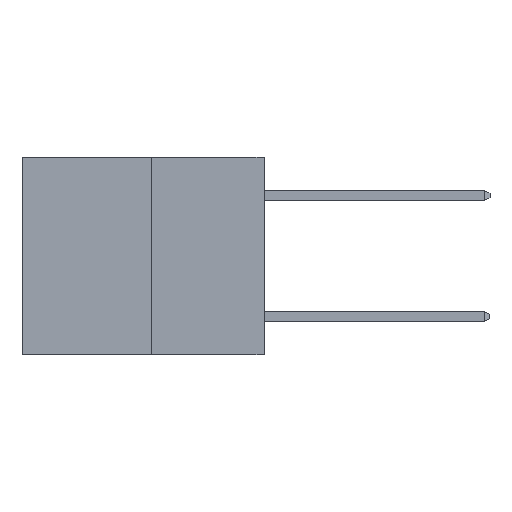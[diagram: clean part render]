
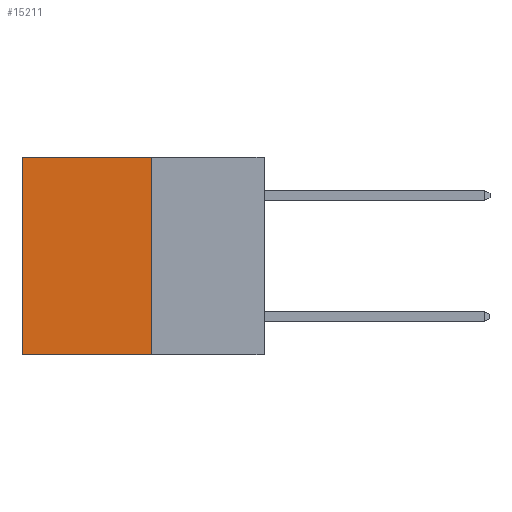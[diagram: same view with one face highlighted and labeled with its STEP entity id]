
A CAD part, left-side view. The second image highlights one B-rep face of the part: STEP entity #15211.
In plain terms, the highlighted planar face has unit normal (-1, 0, 0).
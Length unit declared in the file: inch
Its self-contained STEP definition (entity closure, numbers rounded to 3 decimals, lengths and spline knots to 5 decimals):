
#97 = CARTESIAN_POINT ( 'NONE',  ( 0.3165, 0.6, -0.49 ) ) ;
#966 = CARTESIAN_POINT ( 'NONE',  ( 0.3165, 0.28, -0.49 ) ) ;
#1072 = VECTOR ( 'NONE', #1254, 39.37008 ) ;
#1254 = DIRECTION ( 'NONE',  ( 0., 1., 0. ) ) ;
#1353 = CARTESIAN_POINT ( 'NONE',  ( 0.3165, 0.28, 0. ) ) ;
#1876 = CARTESIAN_POINT ( 'NONE',  ( 0.3165, 0.28, -0.49 ) ) ;
#1980 = FACE_OUTER_BOUND ( 'NONE', #14295, .T. ) ;
#2314 = VERTEX_POINT ( 'NONE', #97 ) ;
#2391 = LINE ( 'NONE', #10379, #8003 ) ;
#3270 = DIRECTION ( 'NONE',  ( 0., 0., -1. ) ) ;
#3399 = VECTOR ( 'NONE', #5985, 39.37008 ) ;
#3612 = LINE ( 'NONE', #1353, #3399 ) ;
#3825 = CARTESIAN_POINT ( 'NONE',  ( 0.3165, 0.28, -0.49 ) ) ;
#4729 = ORIENTED_EDGE ( 'NONE', *, *, #17002, .F. ) ;
#4915 = DIRECTION ( 'NONE',  ( 0., 0., -1. ) ) ;
#5985 = DIRECTION ( 'NONE',  ( 0., 1., 0. ) ) ;
#6307 = CARTESIAN_POINT ( 'NONE',  ( 0.3165, 0.6, -0.49 ) ) ;
#8003 = VECTOR ( 'NONE', #17097, 39.37008 ) ;
#8855 = CARTESIAN_POINT ( 'NONE',  ( 0.3165, 0.28, 0. ) ) ;
#9921 = DIRECTION ( 'NONE',  ( 1., 0., 0. ) ) ;
#10379 = CARTESIAN_POINT ( 'NONE',  ( 0.3165, 0.28, -0.49 ) ) ;
#11199 = AXIS2_PLACEMENT_3D ( 'NONE', #1876, #9921, #3270 ) ;
#11424 = PLANE ( 'NONE',  #11199 ) ;
#11984 = VERTEX_POINT ( 'NONE', #8855 ) ;
#12177 = VECTOR ( 'NONE', #4915, 39.37008 ) ;
#12830 = LINE ( 'NONE', #6307, #12177 ) ;
#13179 = VERTEX_POINT ( 'NONE', #966 ) ;
#13602 = ORIENTED_EDGE ( 'NONE', *, *, #15313, .T. ) ;
#14295 = EDGE_LOOP ( 'NONE', ( #13602, #4729, #15835, #14556 ) ) ;
#14311 = CARTESIAN_POINT ( 'NONE',  ( 0.3165, 0.6, 0. ) ) ;
#14556 = ORIENTED_EDGE ( 'NONE', *, *, #16183, .T. ) ;
#14565 = EDGE_CURVE ( 'NONE', #11984, #13179, #2391, .T. ) ;
#14979 = VERTEX_POINT ( 'NONE', #14311 ) ;
#15211 = ADVANCED_FACE ( 'NONE', ( #1980 ), #11424, .F. ) ;
#15275 = LINE ( 'NONE', #3825, #1072 ) ;
#15313 = EDGE_CURVE ( 'NONE', #14979, #2314, #12830, .T. ) ;
#15835 = ORIENTED_EDGE ( 'NONE', *, *, #14565, .F. ) ;
#16183 = EDGE_CURVE ( 'NONE', #11984, #14979, #3612, .T. ) ;
#17002 = EDGE_CURVE ( 'NONE', #13179, #2314, #15275, .T. ) ;
#17097 = DIRECTION ( 'NONE',  ( 0., 0., -1. ) ) ;
